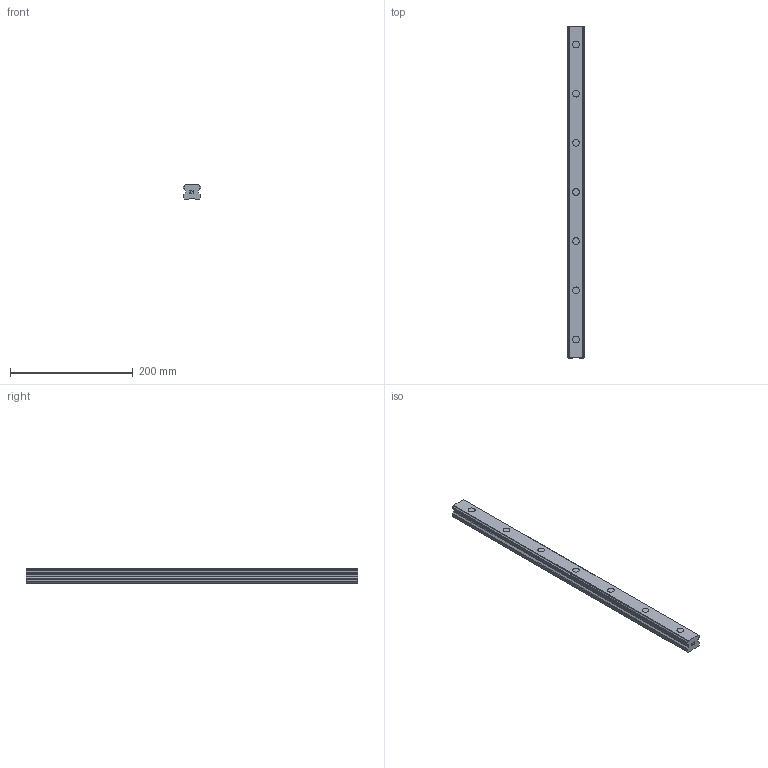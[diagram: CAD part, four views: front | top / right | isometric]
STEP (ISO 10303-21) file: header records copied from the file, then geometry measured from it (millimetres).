
FILE_DESCRIPTION(('STEP AP214'),'1');
FILE_NAME('cctmp_51F23FAA-5C4B-4E93-9AEE-411E4A506126_2021_02_10_13_19_13_0480..stp','2021-02-10T12:19:13',('HIWIN GmbH'),('CADClick - www.CADClick.com'),'Spatial InterOp 3D',' ','unknown authorization');
FILE_SCHEMA(('AUTOMOTIVE_DESIGN'));
Length unit declared in the file: millimetre
Products named in the file (1): EGR30R540C_FILE
Bounding box: 28 x 540 x 23 mm (x, y, z)
Volume: 301577.6 mm3; surface area: 61741.6 mm2
Topology: 1 solids, 1 shells, 166 faces, 417 edges, 278 vertices
Faces by surface type: plane 106, cylinder 60
Entity records: 6333 total; most frequent: DIRECTION 871, CARTESIAN_POINT 862, ORIENTED_EDGE 834, EDGE_CURVE 417, LINE 297, VECTOR 297, AXIS2_PLACEMENT_3D 287, VERTEX_POINT 278
